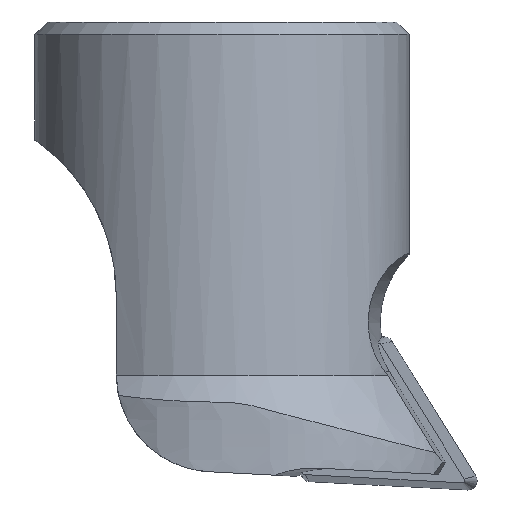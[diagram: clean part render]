
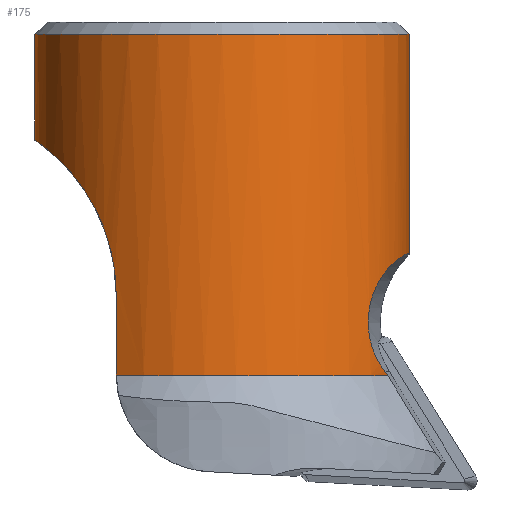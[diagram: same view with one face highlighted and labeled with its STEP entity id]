
A CAD part, front view. The second image highlights one B-rep face of the part: STEP entity #175.
In plain terms, the highlighted cylindrical face has radius 8 mm (diameter 16 mm), a full revolution.
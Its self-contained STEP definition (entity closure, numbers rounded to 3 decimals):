
#113=FACE_BOUND('',#268,.T.);
#114=FACE_BOUND('',#269,.T.);
#145=CYLINDRICAL_SURFACE('',#875,8.);
#156=B_SPLINE_CURVE_WITH_KNOTS('',3,(#1251,#1252,#1253,#1254,#1255,#1256,
#1257,#1258,#1259,#1260),.UNSPECIFIED.,.F.,.F.,(4,2,2,2,4),(0.,0.25,0.5,
0.75,1.),.UNSPECIFIED.);
#157=B_SPLINE_CURVE_WITH_KNOTS('',3,(#1268,#1269,#1270,#1271,#1272,#1273,
#1274,#1275,#1276,#1277,#1278,#1279,#1280,#1281,#1282,#1283),
 .UNSPECIFIED.,.F.,.F.,(4,3,3,3,3,4),(0.,0.204,0.363,
0.576,0.788,1.),.UNSPECIFIED.);
#158=B_SPLINE_CURVE_WITH_KNOTS('',3,(#1287,#1288,#1289,#1290,#1291,#1292,
#1293),.UNSPECIFIED.,.F.,.F.,(4,3,4),(0.,0.46,1.),
 .UNSPECIFIED.);
#159=B_SPLINE_CURVE_WITH_KNOTS('',3,(#1295,#1296,#1297,#1298,#1299,#1300,
#1301,#1302,#1303,#1304),.UNSPECIFIED.,.F.,.F.,(4,2,2,2,4),(0.,0.25,0.5,
0.75,1.),.UNSPECIFIED.);
#160=B_SPLINE_CURVE_WITH_KNOTS('',3,(#1308,#1309,#1310,#1311),
 .UNSPECIFIED.,.F.,.F.,(4,4),(0.,1.),.UNSPECIFIED.);
#175=ADVANCED_FACE('TB_FACE1',(#113,#114),#145,.T.);
#268=EDGE_LOOP('',(#450));
#269=EDGE_LOOP('',(#451,#452,#453,#454,#455,#456,#457,#458,#459,#460,#461));
#322=ELLIPSE('',#856,1550.502,8.);
#324=ELLIPSE('',#863,15.091,8.);
#327=ELLIPSE('',#872,11.317,8.);
#328=ELLIPSE('',#873,8.031,8.);
#344=LINE('',#1306,#384);
#384=VECTOR('',#1008,1.);
#450=ORIENTED_EDGE('',*,*,#696,.F.);
#451=ORIENTED_EDGE('',*,*,#697,.F.);
#452=ORIENTED_EDGE('',*,*,#673,.T.);
#453=ORIENTED_EDGE('',*,*,#698,.F.);
#454=ORIENTED_EDGE('',*,*,#699,.F.);
#455=ORIENTED_EDGE('',*,*,#700,.F.);
#456=ORIENTED_EDGE('',*,*,#701,.F.);
#457=ORIENTED_EDGE('',*,*,#702,.F.);
#458=ORIENTED_EDGE('',*,*,#703,.T.);
#459=ORIENTED_EDGE('',*,*,#704,.F.);
#460=ORIENTED_EDGE('',*,*,#688,.F.);
#461=ORIENTED_EDGE('',*,*,#694,.T.);
#606=VERTEX_POINT('',#1191);
#607=VERTEX_POINT('',#1193);
#617=VERTEX_POINT('',#1236);
#618=VERTEX_POINT('',#1238);
#621=VERTEX_POINT('',#1250);
#623=VERTEX_POINT('',#1265);
#624=VERTEX_POINT('',#1284);
#625=VERTEX_POINT('',#1286);
#626=VERTEX_POINT('',#1294);
#627=VERTEX_POINT('',#1305);
#628=VERTEX_POINT('',#1307);
#629=VERTEX_POINT('',#1312);
#673=EDGE_CURVE('',#607,#606,#322,.T.);
#688=EDGE_CURVE('',#617,#618,#324,.T.);
#694=EDGE_CURVE('',#617,#621,#156,.T.);
#696=EDGE_CURVE('',#623,#623,#762,.T.);
#697=EDGE_CURVE('',#607,#621,#327,.T.);
#698=EDGE_CURVE('',#624,#606,#157,.T.);
#699=EDGE_CURVE('',#625,#624,#328,.T.);
#700=EDGE_CURVE('',#626,#625,#158,.T.);
#701=EDGE_CURVE('',#627,#626,#159,.T.);
#702=EDGE_CURVE('',#628,#627,#344,.T.);
#703=EDGE_CURVE('',#628,#629,#160,.T.);
#704=EDGE_CURVE('',#618,#629,#763,.T.);
#762=CIRCLE('',#870,8.);
#763=CIRCLE('',#874,8.);
#856=AXIS2_PLACEMENT_3D('',#1192,#962,#963);
#863=AXIS2_PLACEMENT_3D('',#1237,#985,#986);
#870=AXIS2_PLACEMENT_3D('',#1264,#1000,#1001);
#872=AXIS2_PLACEMENT_3D('',#1267,#1004,#1005);
#873=AXIS2_PLACEMENT_3D('',#1285,#1006,#1007);
#874=AXIS2_PLACEMENT_3D('',#1313,#1009,#1010);
#875=AXIS2_PLACEMENT_3D('',#1314,#1011,#1012);
#962=DIRECTION('',(-0.098,-0.995,0.005));
#963=DIRECTION('',(-0.001,-0.005,-1.));
#985=DIRECTION('',(0.844,-0.081,0.53));
#986=DIRECTION('',(0.528,-0.05,-0.848));
#1000=DIRECTION('',(0.,0.,1.));
#1001=DIRECTION('',(0.,1.,0.));
#1004=DIRECTION('',(0.703,-0.073,-0.707));
#1005=DIRECTION('',(-0.703,0.073,-0.707));
#1006=DIRECTION('',(-0.087,0.003,-0.996));
#1007=DIRECTION('',(0.995,-0.04,-0.087));
#1008=DIRECTION('',(0.,0.,1.));
#1009=DIRECTION('',(0.,0.,-1.));
#1010=DIRECTION('',(1.,0.,0.));
#1011=DIRECTION('',(0.,0.,-1.));
#1012=DIRECTION('',(1.,0.,0.));
#1191=CARTESIAN_POINT('',(7.999,0.12,-8.002));
#1192=CARTESIAN_POINT('',(0.,0.,-183.685));
#1193=CARTESIAN_POINT('',(7.999,0.109,-9.944));
#1236=CARTESIAN_POINT('',(6.958,-3.949,-14.946));
#1237=CARTESIAN_POINT('',(0.,0.,-3.267));
#1238=CARTESIAN_POINT('',(7.08,-3.724,-15.107));
#1250=CARTESIAN_POINT('',(7.698,-2.177,-10.007));
#1251=CARTESIAN_POINT('',(6.958,-3.949,-14.946));
#1252=CARTESIAN_POINT('',(6.71,-4.385,-14.618));
#1253=CARTESIAN_POINT('',(6.452,-4.735,-14.146));
#1254=CARTESIAN_POINT('',(6.2,-5.06,-13.014));
#1255=CARTESIAN_POINT('',(6.226,-5.031,-12.365));
#1256=CARTESIAN_POINT('',(6.548,-4.604,-11.286));
#1257=CARTESIAN_POINT('',(6.819,-4.217,-10.862));
#1258=CARTESIAN_POINT('',(7.312,-3.289,-10.282));
#1259=CARTESIAN_POINT('',(7.537,-2.748,-10.109));
#1260=CARTESIAN_POINT('',(7.698,-2.177,-10.007));
#1264=CARTESIAN_POINT('',(0.,0.,-0.529));
#1265=CARTESIAN_POINT('',(0.,8.,-0.529));
#1267=CARTESIAN_POINT('',(0.,0.,-17.894));
#1268=CARTESIAN_POINT('',(7.805,1.755,-6.373));
#1269=CARTESIAN_POINT('',(7.843,1.585,-6.377));
#1270=CARTESIAN_POINT('',(7.876,1.413,-6.406));
#1271=CARTESIAN_POINT('',(7.902,1.25,-6.461));
#1272=CARTESIAN_POINT('',(7.922,1.122,-6.504));
#1273=CARTESIAN_POINT('',(7.938,0.998,-6.563));
#1274=CARTESIAN_POINT('',(7.951,0.883,-6.635));
#1275=CARTESIAN_POINT('',(7.968,0.731,-6.732));
#1276=CARTESIAN_POINT('',(7.979,0.592,-6.855));
#1277=CARTESIAN_POINT('',(7.986,0.478,-6.996));
#1278=CARTESIAN_POINT('',(7.992,0.365,-7.137));
#1279=CARTESIAN_POINT('',(7.996,0.274,-7.299));
#1280=CARTESIAN_POINT('',(7.997,0.213,-7.468));
#1281=CARTESIAN_POINT('',(7.999,0.153,-7.638));
#1282=CARTESIAN_POINT('',(7.999,0.12,-7.821));
#1283=CARTESIAN_POINT('',(7.999,0.12,-8.002));
#1284=CARTESIAN_POINT('',(7.805,1.755,-6.373));
#1285=CARTESIAN_POINT('',(0.,0.,-5.695));
#1286=CARTESIAN_POINT('',(-7.307,3.257,-5.044));
#1287=CARTESIAN_POINT('',(-7.643,2.365,-5.31));
#1288=CARTESIAN_POINT('',(-7.605,2.487,-5.224));
#1289=CARTESIAN_POINT('',(-7.559,2.622,-5.158));
#1290=CARTESIAN_POINT('',(-7.509,2.761,-5.113));
#1291=CARTESIAN_POINT('',(-7.449,2.922,-5.061));
#1292=CARTESIAN_POINT('',(-7.38,3.093,-5.038));
#1293=CARTESIAN_POINT('',(-7.307,3.257,-5.044));
#1294=CARTESIAN_POINT('',(-7.643,2.365,-5.31));
#1295=CARTESIAN_POINT('',(-4.523,-6.598,-11.648));
#1296=CARTESIAN_POINT('',(-4.523,-6.598,-10.497));
#1297=CARTESIAN_POINT('',(-4.785,-6.439,-9.343));
#1298=CARTESIAN_POINT('',(-5.689,-5.656,-7.348));
#1299=CARTESIAN_POINT('',(-6.313,-5.019,-6.55));
#1300=CARTESIAN_POINT('',(-7.371,-3.272,-5.482));
#1301=CARTESIAN_POINT('',(-7.784,-2.174,-5.201));
#1302=CARTESIAN_POINT('',(-8.081,0.097,-4.993));
#1303=CARTESIAN_POINT('',(-7.978,1.28,-5.051));
#1304=CARTESIAN_POINT('',(-7.643,2.365,-5.31));
#1305=CARTESIAN_POINT('',(-4.523,-6.598,-11.648));
#1306=CARTESIAN_POINT('',(-4.523,-6.598,0.221));
#1307=CARTESIAN_POINT('',(-4.523,-6.598,-15.039));
#1308=CARTESIAN_POINT('',(-4.523,-6.598,-15.039));
#1309=CARTESIAN_POINT('',(-4.523,-6.598,-15.061));
#1310=CARTESIAN_POINT('',(-4.523,-6.599,-15.084));
#1311=CARTESIAN_POINT('',(-4.523,-6.599,-15.107));
#1312=CARTESIAN_POINT('',(-4.523,-6.599,-15.107));
#1313=CARTESIAN_POINT('',(0.,0.,-15.107));
#1314=CARTESIAN_POINT('',(0.,0.,0.221));
